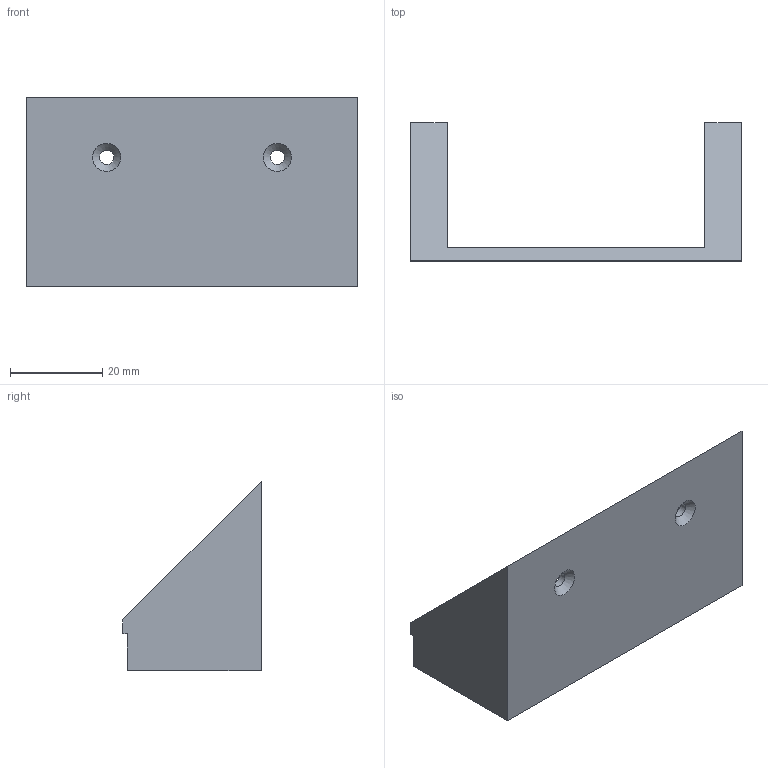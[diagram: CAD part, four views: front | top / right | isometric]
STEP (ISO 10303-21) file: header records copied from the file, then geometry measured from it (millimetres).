
FILE_DESCRIPTION(/* description */ (''),/* implementation_level */ '2;1');
FILE_NAME(/* name */ 'WeaponMountSlot.ipt.step',/* time_stamp */ '2024-02-27T11:31:27-06:00',/* author */ ('smz3rm'),/* organization */ (''),/* preprocessor_version */ 'ST-DEVELOPER v18',/* originating_system */ 'Autodesk Inventor 2020',/* authorisation */ '');
FILE_SCHEMA (('AUTOMOTIVE_DESIGN { 1 0 10303 214 3 1 1 }'));
Length unit declared in the file: millimetre
Products named in the file (1): WeaponMountSlot
Bounding box: 71.8 x 30 x 41 mm (x, y, z)
Volume: 18559.5 mm3; surface area: 10012 mm2
Topology: 1 solids, 1 shells, 26 faces, 70 edges, 50 vertices
Faces by surface type: plane 18, cylinder 6, cone 2
Full cylindrical faces by diameter (mm): 3.1 x2, 3.75 x2, 4 x2
Entity records: 915 total; most frequent: DIRECTION 150, CARTESIAN_POINT 147, ORIENTED_EDGE 140, EDGE_CURVE 70, AXIS2_PLACEMENT_3D 53, VERTEX_POINT 50, LINE 44, VECTOR 44
